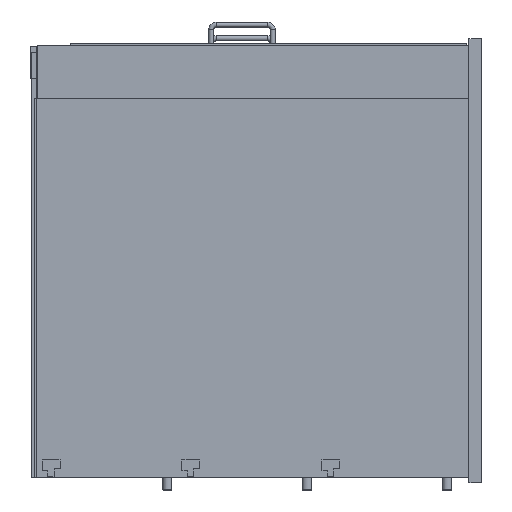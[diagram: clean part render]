
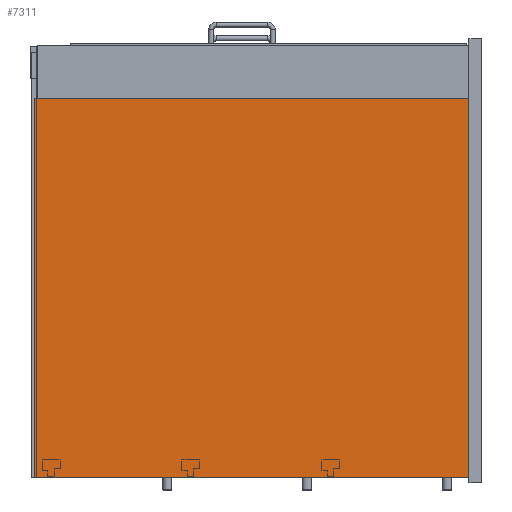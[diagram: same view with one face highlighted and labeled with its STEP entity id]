
A CAD part, left-side view. The second image highlights one B-rep face of the part: STEP entity #7311.
In plain terms, the highlighted planar face has unit normal (-1, 0, 0).
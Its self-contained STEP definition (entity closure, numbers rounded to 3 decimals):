
#571=FACE_OUTER_BOUND('',#1030,.T.);
#1030=EDGE_LOOP('',(#5420,#5421,#5422,#5423));
#1632=LINE('',#11217,#2462);
#1636=LINE('',#11225,#2466);
#1639=LINE('',#11231,#2469);
#1642=LINE('',#11236,#2472);
#2462=VECTOR('',#9039,10.);
#2466=VECTOR('',#9045,10.);
#2469=VECTOR('',#9050,10.);
#2472=VECTOR('',#9055,10.);
#3232=VERTEX_POINT('',#11215);
#3233=VERTEX_POINT('',#11216);
#3236=VERTEX_POINT('',#11224);
#3238=VERTEX_POINT('',#11230);
#4039=EDGE_CURVE('',#3232,#3233,#1632,.T.);
#4043=EDGE_CURVE('',#3233,#3236,#1636,.T.);
#4046=EDGE_CURVE('',#3236,#3238,#1639,.T.);
#4049=EDGE_CURVE('',#3238,#3232,#1642,.T.);
#5420=ORIENTED_EDGE('',*,*,#4049,.T.);
#5421=ORIENTED_EDGE('',*,*,#4039,.T.);
#5422=ORIENTED_EDGE('',*,*,#4043,.T.);
#5423=ORIENTED_EDGE('',*,*,#4046,.T.);
#6910=PLANE('',#7903);
#7311=ADVANCED_FACE('',(#571),#6910,.T.);
#7903=AXIS2_PLACEMENT_3D('',#11238,#9057,#9058);
#9039=DIRECTION('',(0.,0.,1.));
#9045=DIRECTION('',(0.,1.,0.));
#9050=DIRECTION('',(0.,0.,-1.));
#9055=DIRECTION('',(0.,-1.,0.));
#9057=DIRECTION('center_axis',(-1.,0.,0.));
#9058=DIRECTION('ref_axis',(0.,0.,1.));
#11215=CARTESIAN_POINT('',(-880.5,0.,-338.5));
#11216=CARTESIAN_POINT('',(-880.5,0.,254.5));
#11217=CARTESIAN_POINT('',(-880.5,0.,-347.5));
#11224=CARTESIAN_POINT('',(-880.5,680.,254.5));
#11225=CARTESIAN_POINT('',(-880.5,0.,254.5));
#11230=CARTESIAN_POINT('',(-880.5,680.,-338.5));
#11231=CARTESIAN_POINT('',(-880.5,680.,254.5));
#11236=CARTESIAN_POINT('',(-880.5,680.,-338.5));
#11238=CARTESIAN_POINT('Origin',(-880.5,340.,-42.));
